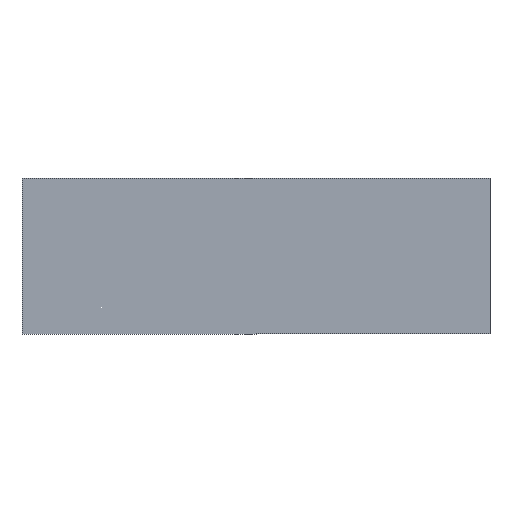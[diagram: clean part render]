
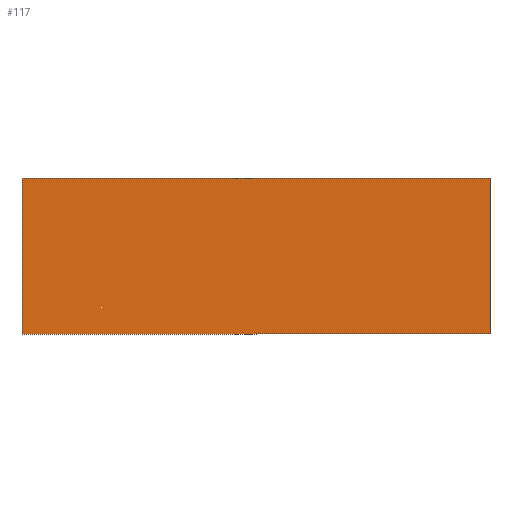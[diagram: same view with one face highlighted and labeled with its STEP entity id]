
A CAD part, front view. The second image highlights one B-rep face of the part: STEP entity #117.
In plain terms, the highlighted planar face has unit normal (0, -1, 0).
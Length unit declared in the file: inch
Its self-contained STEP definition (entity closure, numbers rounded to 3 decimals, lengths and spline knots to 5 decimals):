
#2 = EDGE_CURVE ( 'NONE', #34, #37, #47, .T. ) ;
#25 = ORIENTED_EDGE ( 'NONE', *, *, #196, .F. ) ;
#26 = ORIENTED_EDGE ( 'NONE', *, *, #202, .F. ) ;
#27 = ORIENTED_EDGE ( 'NONE', *, *, #201, .F. ) ;
#28 = ORIENTED_EDGE ( 'NONE', *, *, #2, .F. ) ;
#33 = VERTEX_POINT ( 'NONE', #229 ) ;
#34 = VERTEX_POINT ( 'NONE', #236 ) ;
#36 = VERTEX_POINT ( 'NONE', #237 ) ;
#37 = VERTEX_POINT ( 'NONE', #224 ) ;
#40 = EDGE_LOOP ( 'NONE', ( #25, #26, #27, #28 ) ) ;
#47 = LINE ( 'NONE', #223, #48 ) ;
#48 = VECTOR ( 'NONE', #225, 39.37008 ) ;
#51 = FACE_OUTER_BOUND ( 'NONE', #40, .T. ) ;
#59 = VECTOR ( 'NONE', #144, 39.37008 ) ;
#60 = LINE ( 'NONE', #143, #59 ) ;
#66 = LINE ( 'NONE', #149, #69 ) ;
#68 = LINE ( 'NONE', #151, #71 ) ;
#69 = VECTOR ( 'NONE', #150, 39.37008 ) ;
#71 = VECTOR ( 'NONE', #152, 39.37008 ) ;
#117 = ADVANCED_FACE ( 'NONE', ( #51 ), #137, .F. ) ;
#130 = CARTESIAN_POINT ( 'NONE',  ( 0., -1.25, 0. ) ) ;
#137 = PLANE ( 'NONE',  #211 ) ;
#138 = DIRECTION ( 'NONE',  ( 0., 1., 0. ) ) ;
#139 = DIRECTION ( 'NONE',  ( 0., 0., 1. ) ) ;
#143 = CARTESIAN_POINT ( 'NONE',  ( -12., -1.25, -4. ) ) ;
#144 = DIRECTION ( 'NONE',  ( 0., 0., 1. ) ) ;
#149 = CARTESIAN_POINT ( 'NONE',  ( 12., -1.25, -4. ) ) ;
#150 = DIRECTION ( 'NONE',  ( 0., 0., -1. ) ) ;
#151 = CARTESIAN_POINT ( 'NONE',  ( -12., -1.25, -4. ) ) ;
#152 = DIRECTION ( 'NONE',  ( -1., 0., 0. ) ) ;
#196 = EDGE_CURVE ( 'NONE', #33, #34, #60, .T. ) ;
#201 = EDGE_CURVE ( 'NONE', #37, #36, #66, .T. ) ;
#202 = EDGE_CURVE ( 'NONE', #36, #33, #68, .T. ) ;
#211 = AXIS2_PLACEMENT_3D ( 'NONE', #130, #138, #139 ) ;
#223 = CARTESIAN_POINT ( 'NONE',  ( -12., -1.25, 4. ) ) ;
#224 = CARTESIAN_POINT ( 'NONE',  ( 12., -1.25, 4. ) ) ;
#225 = DIRECTION ( 'NONE',  ( 1., 0., 0. ) ) ;
#229 = CARTESIAN_POINT ( 'NONE',  ( -12., -1.25, -4. ) ) ;
#236 = CARTESIAN_POINT ( 'NONE',  ( -12., -1.25, 4. ) ) ;
#237 = CARTESIAN_POINT ( 'NONE',  ( 12., -1.25, -4. ) ) ;
